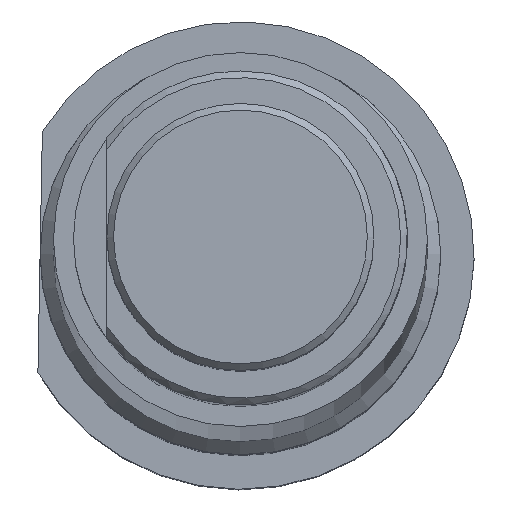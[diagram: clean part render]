
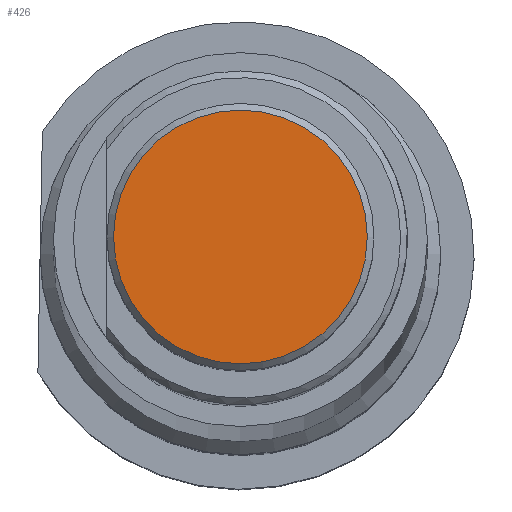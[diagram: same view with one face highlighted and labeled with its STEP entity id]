
A CAD part, top view. The second image highlights one B-rep face of the part: STEP entity #426.
In plain terms, the highlighted planar face has unit normal (0, 0, 1).
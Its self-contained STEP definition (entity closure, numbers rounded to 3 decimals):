
#64=PLANE('',#497);
#110=CIRCLE('',#495,1.9);
#138=FACE_OUTER_BOUND('',#183,.T.);
#183=EDGE_LOOP('',(#359));
#234=VERTEX_POINT('',#809);
#280=EDGE_CURVE('',#234,#234,#110,.T.);
#359=ORIENTED_EDGE('',*,*,#280,.F.);
#426=ADVANCED_FACE('',(#138),#64,.T.);
#495=AXIS2_PLACEMENT_3D('',#810,#601,#602);
#497=AXIS2_PLACEMENT_3D('',#813,#605,#606);
#601=DIRECTION('center_axis',(0.,0.,-1.));
#602=DIRECTION('ref_axis',(0.,-1.,0.));
#605=DIRECTION('center_axis',(0.,0.,1.));
#606=DIRECTION('ref_axis',(1.,0.,0.));
#809=CARTESIAN_POINT('',(0.,1.9,22.));
#810=CARTESIAN_POINT('Origin',(0.,0.,22.));
#813=CARTESIAN_POINT('Origin',(0.,2.,22.));
